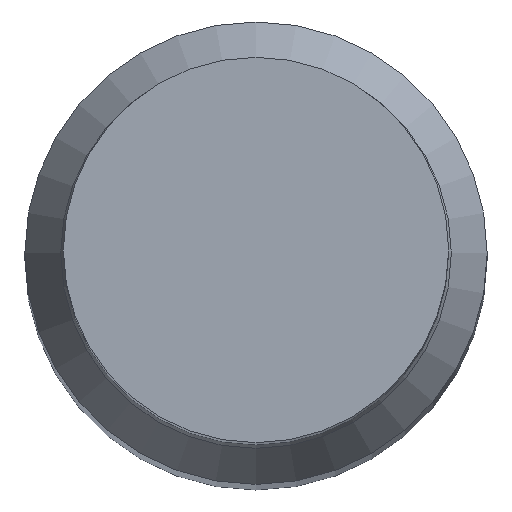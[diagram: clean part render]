
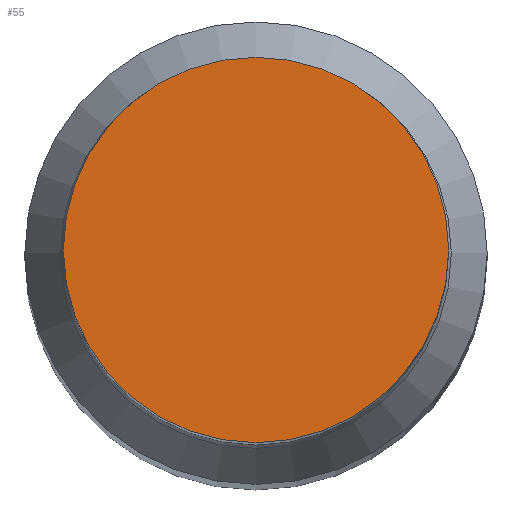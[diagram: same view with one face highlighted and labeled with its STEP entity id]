
A CAD part, top view. The second image highlights one B-rep face of the part: STEP entity #55.
In plain terms, the highlighted planar face has unit normal (0, 0, 1).
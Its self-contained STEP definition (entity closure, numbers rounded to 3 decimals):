
#55=ADVANCED_FACE('',(#66),#64,.F.);
#64=PLANE('',#232);
#66=FACE_OUTER_BOUND('',#68,.T.);
#68=EDGE_LOOP('',(#84));
#84=ORIENTED_EDGE('',*,*,#108,.F.);
#100=VERTEX_POINT('',#314);
#108=EDGE_CURVE('',#100,#100,#116,.T.);
#116=CIRCLE('',#231,2.5);
#231=AXIS2_PLACEMENT_3D('',#313,#264,#265);
#232=AXIS2_PLACEMENT_3D('',#315,#266,#267);
#264=DIRECTION('',(0.,0.,-1.));
#265=DIRECTION('',(-1.,0.,0.));
#266=DIRECTION('',(0.,0.,-1.));
#267=DIRECTION('',(-1.,0.,0.));
#313=CARTESIAN_POINT('',(0.,0.,66.));
#314=CARTESIAN_POINT('',(-2.5,0.,66.));
#315=CARTESIAN_POINT('',(0.,0.,66.));
